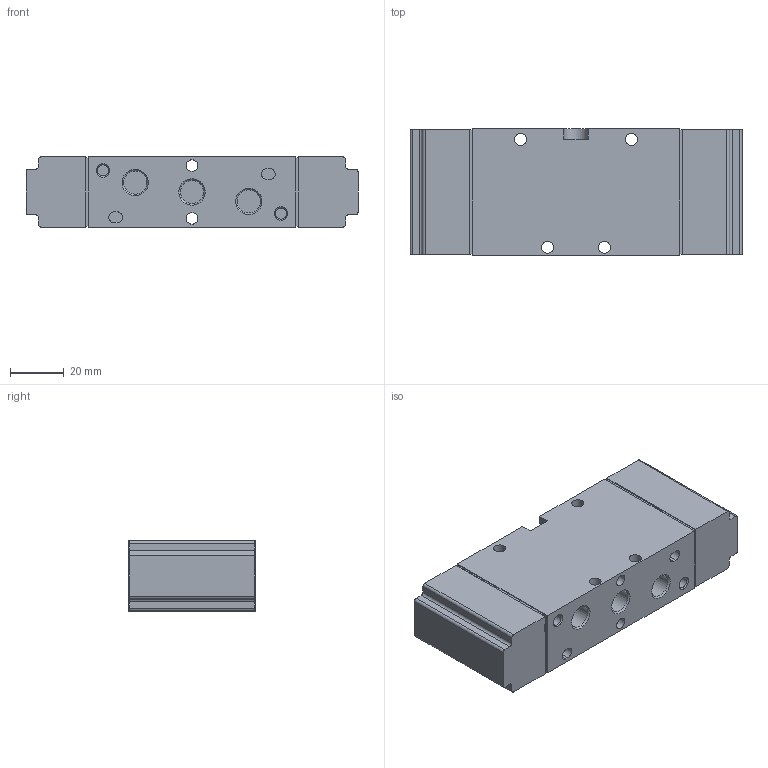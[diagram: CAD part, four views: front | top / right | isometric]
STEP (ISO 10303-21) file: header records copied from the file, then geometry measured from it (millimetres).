
FILE_DESCRIPTION(/* description */ ('STEP AP214'),/* implementation_level */ '2;1');
FILE_NAME(/* name */ '30988_J-5-1_8-B',/* time_stamp */ '2024-08-29T14:17:55+02:00',/* author */ ('License CC BY-ND 4.0'),/* organization */ ('CADENAS'),/* preprocessor_version */ 'ST-DEVELOPER v19.3',/* originating_system */ 'PARTsolutions',/* authorisation */ ' ');
FILE_SCHEMA (('AUTOMOTIVE_DESIGN {1 0 10303 214 3 1 1}'));
Length unit declared in the file: millimetre
Products named in the file (1): 30988 J-5-1/8-B
Bounding box: 123 x 47 x 26 mm (x, y, z)
Volume: 135553.7 mm3; surface area: 26060.9 mm2
Topology: 1 solids, 1 shells, 97 faces, 233 edges, 153 vertices
Faces by surface type: plane 55, cylinder 33, cone 9
Full cylindrical faces by diameter (mm): 4.134 x2, 4.3 x2, 4.5 x4, 8.566 x7
Entity records: 2742 total; most frequent: DIRECTION 478, CARTESIAN_POINT 456, ORIENTED_EDGE 414, EDGE_CURVE 207, AXIS2_PLACEMENT_3D 173, VERTEX_POINT 151, EDGE_LOOP 148, FACE_BOUND 148
